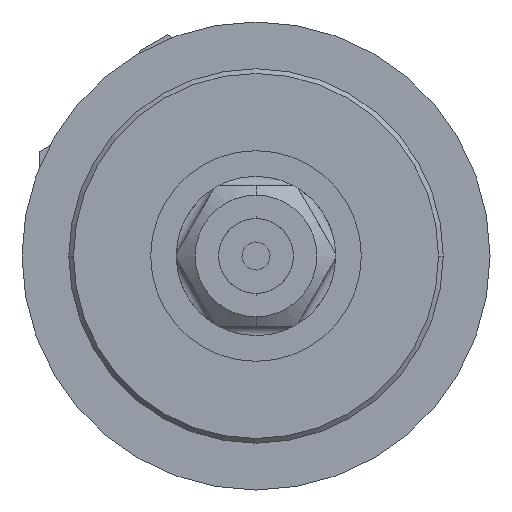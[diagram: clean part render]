
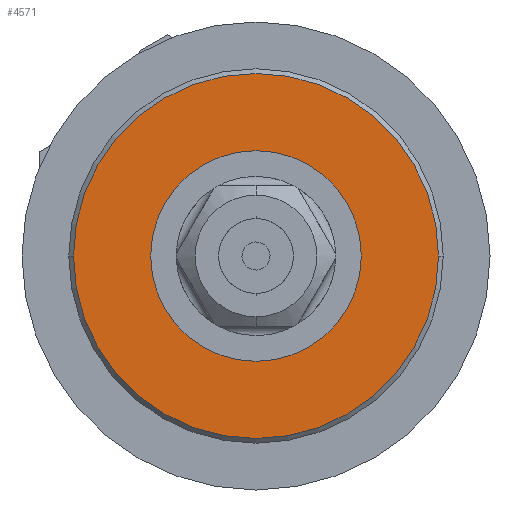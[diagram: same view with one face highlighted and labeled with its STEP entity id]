
A CAD part, front view. The second image highlights one B-rep face of the part: STEP entity #4571.
In plain terms, the highlighted face is planar.
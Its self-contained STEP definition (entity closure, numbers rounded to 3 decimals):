
#3755 = DIRECTION ( 'NONE',  ( 0., 0., 1. ) ) ;
#4326 = AXIS2_PLACEMENT_3D ( 'NONE', #13377, #53089, #77989 ) ;
#4571 = ADVANCED_FACE ( 'N', ( #14616 ), #82548, .T. ) ;
#13377 = CARTESIAN_POINT ( 'NONE',  ( 0., 0., 9. ) ) ;
#14616 = FACE_OUTER_BOUND ( 'NONE', #56918, .T. ) ;
#17127 = CARTESIAN_POINT ( 'NONE',  ( 39., 0., 9. ) ) ;
#27579 = AXIS2_PLACEMENT_3D ( 'NONE', #97722, #3755, #34822 ) ;
#31059 = ORIENTED_EDGE ( 'NONE', *, *, #76879, .F. ) ;
#31766 = CIRCLE ( 'NONE', #66073, 39. ) ;
#34331 = DIRECTION ( 'NONE',  ( 0., 0., -1. ) ) ;
#34822 = DIRECTION ( 'NONE',  ( 1., 0., 0. ) ) ;
#40494 = ORIENTED_EDGE ( 'NONE', *, *, #74245, .F. ) ;
#42221 = VERTEX_POINT ( 'NONE', #72887 ) ;
#53089 = DIRECTION ( 'NONE',  ( 0., 0., -1. ) ) ;
#56918 = EDGE_LOOP ( 'NONE', ( #40494, #31059 ) ) ;
#66073 = AXIS2_PLACEMENT_3D ( 'NONE', #81693, #34331, #97555 ) ;
#72887 = CARTESIAN_POINT ( 'NONE',  ( -39., 0., 9. ) ) ;
#74245 = EDGE_CURVE ( 'NONE', #42221, #86478, #90228, .T. ) ;
#76879 = EDGE_CURVE ( 'NONE', #86478, #42221, #31766, .T. ) ;
#77989 = DIRECTION ( 'NONE',  ( -1., 0., 0. ) ) ;
#81693 = CARTESIAN_POINT ( 'NONE',  ( 0., 0., 9. ) ) ;
#82548 = PLANE ( 'NONE',  #27579 ) ;
#86478 = VERTEX_POINT ( 'NONE', #17127 ) ;
#90228 = CIRCLE ( 'NONE', #4326, 39. ) ;
#97555 = DIRECTION ( 'NONE',  ( -1., 0., 0. ) ) ;
#97722 = CARTESIAN_POINT ( 'NONE',  ( 0., 0., 9. ) ) ;
